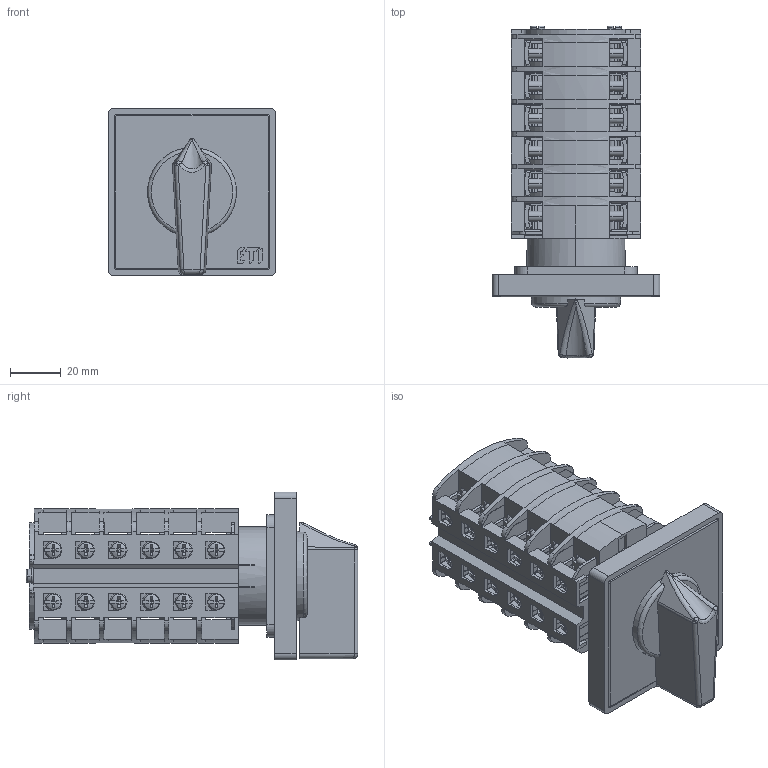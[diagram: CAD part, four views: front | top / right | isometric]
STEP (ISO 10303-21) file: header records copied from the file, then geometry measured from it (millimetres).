
FILE_DESCRIPTION((''),'2;1');
FILE_NAME('ASM0104ASD_ASM','2021-10-01T',('marketing.praksa'),('Audax d.o.o.'),'CREO PARAMETRIC BY PTC INC, 2017480','CREO PARAMETRIC BY PTC INC, 2017480','');
FILE_SCHEMA(('AUTOMOTIVE_DESIGN { 1 0 10303 214 1 1 1 1 }'));
Products named in the file (98): COPPER-TOP_1_1_2_3_4_1; ASM1747_ASM_1_1_2_3_4_ASM_1_ASM; PRT9566_1_1_2_3_4_5_6_7_8_9_1_3; PRT9566_1_1_2_3_4_5_6_7_8_9_2_1; PRT9566_1_1_2_3_4_5_6_7_8_9_ASM_ASM; PRT9567_1_1_2_3_4_5_6_7_1_1; PRT9567_1_1_2_3_4_5_6_7_2_1; PRT9567_1_1_2_3_4_5_6_7_ASM_1_ASM; ASM0106_ASM_1_1_2_3_4_ASM_1_ASM; COPPER-BOTTOM_1_1_2_3_4_5_1_1; COPPER-BOTTOM_1_1_2_3_4_5_2_1; COPPER-BOTTOM_1_1_2_3_4_5_ASM_1_ASM; ASM0109_ASM_1_1_2_3_4_ASM_1_ASM; COPPER-TOP_1_1_1_2_3_1; ASM1747_ASM_1_ASM_1_1_2_ASM_1_ASM; PRT9566_1_1_1_1_2_1; PRT9566_1_2_1_1_2_1; PRT9566_1_ASM_1_1_2_ASM_1_ASM; PRT9567_1_1_1_1_2_1; PRT9567_1_2_1_1_2_1; PRT9567_1_ASM_1_1_2_ASM_1_ASM; ASM0106_ASM_1_ASM_1_1_2_ASM_1_ASM; COPPER-BOTTOM_1_1_1_1_2_1; COPPER-BOTTOM_1_2_1_1_2_1; COPPER-BOTTOM_1_ASM_1_1_2_ASM_1_ASM; ASM0109_ASM_1_ASM_1_1_2_ASM_1_ASM; COPPER-TOP_1_1_1_1_1_1; ASM1747_ASM_1_ASM_1_ASM_1_1_ASM_ASM; PRT9566_1_1_1_1_1_2_1; PRT9566_1_2_1_1_1_2_1; PRT9566_1_ASM_1_ASM_1_1_ASM_1_ASM; PRT9567_1_1_1_1_1_2_1; PRT9567_1_2_1_1_1_2_1; PRT9567_1_ASM_1_ASM_1_1_ASM_1_ASM; ASM0106_ASM_1_ASM_1_ASM_1_1_ASM_ASM; COPPER-BOTTOM_1_1_1_1_1_2_1; COPPER-BOTTOM_1_2_1_1_1_2_1; COPPER-BOTTOM_1_ASM_1_ASM_1_1_A_ASM; ASM0109_ASM_1_ASM_1_ASM_1_1_ASM_ASM; ALLUMINUM-BOTTOM-2-SCREWS_1_1_7 ...
Assembly tree (121 placements, depth 5):
  ASM0104ASD_ASM
    BOTTOM_ASM_1_1_2_ASM_1_1_2_3_ASM
      ASM1747_ASM_1_1_2_3_4_ASM_1_ASM
        COPPER-TOP_1_1_2_3_4_1  x4
      ASM0106_ASM_1_1_2_3_4_ASM_1_ASM
        PRT9566_1_1_2_3_4_5_6_7_8_9_ASM_ASM
          PRT9566_1_1_2_3_4_5_6_7_8_9_1_3
          PRT9566_1_1_2_3_4_5_6_7_8_9_2_1
        PRT9567_1_1_2_3_4_5_6_7_ASM_1_ASM
          PRT9567_1_1_2_3_4_5_6_7_1_1
          PRT9567_1_1_2_3_4_5_6_7_2_1
      ASM0109_ASM_1_1_2_3_4_ASM_1_ASM
        COPPER-BOTTOM_1_1_2_3_4_5_ASM_1_ASM  x2
          COPPER-BOTTOM_1_1_2_3_4_5_1_1
          COPPER-BOTTOM_1_1_2_3_4_5_2_1
      ASM1747_ASM_1_ASM_1_1_2_ASM_1_ASM
        COPPER-TOP_1_1_1_2_3_1  x4
      ASM0106_ASM_1_ASM_1_1_2_ASM_1_ASM
        PRT9566_1_ASM_1_1_2_ASM_1_ASM
          PRT9566_1_1_1_1_2_1
          PRT9566_1_2_1_1_2_1
        PRT9567_1_ASM_1_1_2_ASM_1_ASM
          PRT9567_1_1_1_1_2_1
          PRT9567_1_2_1_1_2_1
      ASM0109_ASM_1_ASM_1_1_2_ASM_1_ASM
        COPPER-BOTTOM_1_ASM_1_1_2_ASM_1_ASM  x2
          COPPER-BOTTOM_1_1_1_1_2_1
          COPPER-BOTTOM_1_2_1_1_2_1
      ASM1747_ASM_1_ASM_1_ASM_1_1_ASM_ASM
        COPPER-TOP_1_1_1_1_1_1  x4
      ASM0106_ASM_1_ASM_1_ASM_1_1_ASM_ASM
        PRT9566_1_ASM_1_ASM_1_1_ASM_1_ASM
          PRT9566_1_1_1_1_1_2_1
          PRT9566_1_2_1_1_1_2_1
        PRT9567_1_ASM_1_ASM_1_1_ASM_1_ASM
          PRT9567_1_1_1_1_1_2_1
          PRT9567_1_2_1_1_1_2_1
      ASM0109_ASM_1_ASM_1_ASM_1_1_ASM_ASM
        COPPER-BOTTOM_1_ASM_1_ASM_1_1_A_ASM  x2
          COPPER-BOTTOM_1_1_1_1_1_2_1
          COPPER-BOTTOM_1_2_1_1_1_2_1
      ALLUMINUM-BOTTOM-2-SCREWS_1_A_3_ASM
        ALLUMINUM-BOTTOM-2-SCREWS_1_1_7
        ALLUMINUM-BOTTOM-2-SCREWS_1_2_4
      ASM1747_ASM_1_ASM_1_1_ASM_1_ASM_ASM
        COPPER-TOP_1_1_1_2_1_1  x4
      ASM0106_ASM_1_ASM_1_1_ASM_1_ASM_ASM
        PRT9566_1_ASM_1_1_ASM_1_ASM_1_ASM
          PRT9566_1_1_1_1_1_1_1
          PRT9566_1_2_1_1_1_1_1
        PRT9567_1_ASM_1_1_ASM_1_ASM_1_ASM
          PRT9567_1_1_1_1_1_1_1
          PRT9567_1_2_1_1_1_1_1
      ASM0109_ASM_1_ASM_1_1_ASM_1_ASM_ASM
        COPPER-BOTTOM_1_ASM_1_1_ASM_1_A_ASM  x2
          COPPER-BOTTOM_1_1_1_1_1_1_1
          COPPER-BOTTOM_1_2_1_1_1_1_1
      PS_32_ONE_BLOCK_1_1_2_3_4_5__12
    BLACK-SWITCH_1_1_2_3_4_1
    BLACK-FRAME_1_1_2_3_4_1
Bounding box: 66 x 130.5 x 66 mm (x, y, z)
Volume: 166652.2 mm3; surface area: 122759.3 mm2
Topology: 84 solids, 84 shells, 5080 faces, 14591 edges, 9570 vertices
Faces by surface type: plane 3841, cylinder 1117, torus 58, sphere 52, bspline 12
Entity records: 205781 total; most frequent: CARTESIAN_POINT 30852, ORIENTED_EDGE 26792, DIRECTION 25693, PRESENTATION_STYLE_ASSIGNMENT 13682, STYLED_ITEM 13682, CURVE_STYLE 13396, EDGE_CURVE 13396, VECTOR 10257
